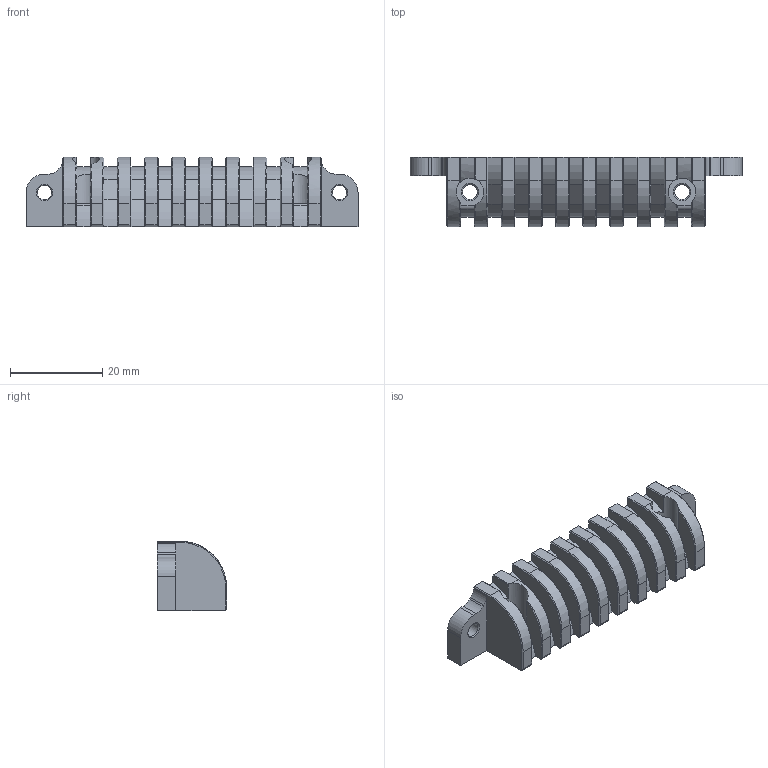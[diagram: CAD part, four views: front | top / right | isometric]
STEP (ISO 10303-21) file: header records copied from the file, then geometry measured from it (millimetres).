
FILE_DESCRIPTION( ( 'STEP AP203' ), '1' );
FILE_NAME( ' ', ' ', ( ' ' ), ( ' ' ), 'PSStep 10.0', ' ', ' ' );
FILE_SCHEMA( ( 'CONFIG_CONTROL_DESIGN' ) );
Length unit declared in the file: millimetre
Products named in the file (1): 1
Bounding box: 72 x 15 x 15 mm (x, y, z)
Volume: 8598.7 mm3; surface area: 5720.9 mm2
Topology: 1 solids, 1 shells, 199 faces, 555 edges, 358 vertices
Faces by surface type: plane 115, cylinder 60, cone 24
Full cylindrical faces by diameter (mm): 3.1 x2, 3.25 x2
Entity records: 6457 total; most frequent: CARTESIAN_POINT 1205, DIRECTION 1105, ORIENTED_EDGE 1090, EDGE_CURVE 545, AXIS2_PLACEMENT_3D 370, LINE 365, VECTOR 365, VERTEX_POINT 356
